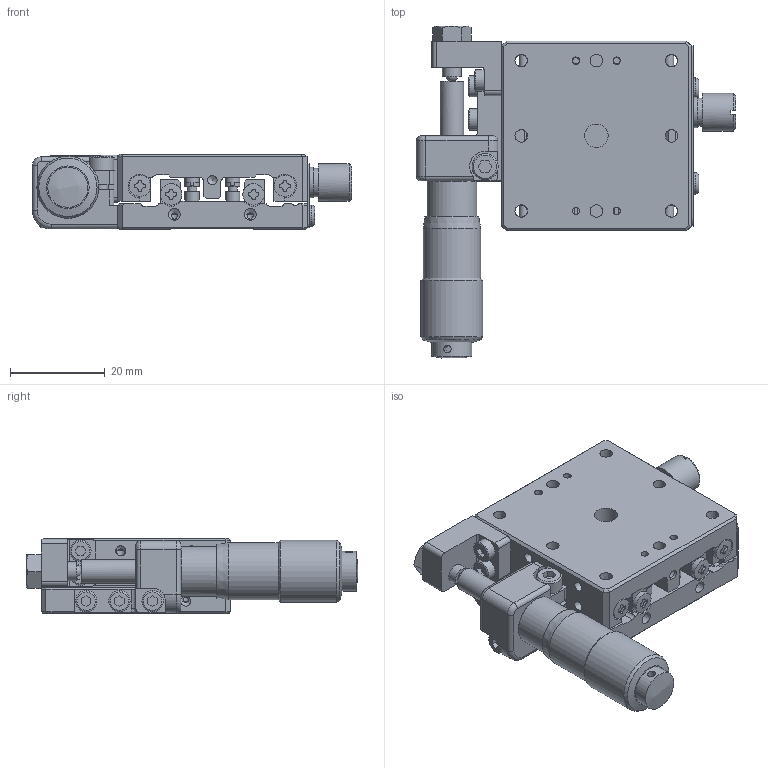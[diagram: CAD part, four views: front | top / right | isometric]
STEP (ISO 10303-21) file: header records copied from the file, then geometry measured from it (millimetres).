
FILE_DESCRIPTION((''),'2;1');
FILE_NAME('TSD-401SUU-C1B.stp','2006-07-26T11:46:41',('okegawa'),(''),'Autodesk Inventor 11','Autodesk Inventor 11','');
FILE_SCHEMA(('AUTOMOTIVE_DESIGN { 1 0 10303 214 1 1 1 1 }'));
Length unit declared in the file: millimetre
Products named in the file (3): TSD-401SUU-C1B-S09; TSD-401SUU-C1B-S07; TSD-401SUU-C1B-S08
Assembly tree (2 placements, depth 2):
  TSD-401SUU-C1B-S09
    TSD-401SUU-C1B-S07
    TSD-401SUU-C1B-S08
Bounding box: 67.4 x 70.07 x 16 mm (x, y, z)
Volume: 27988.6 mm3; surface area: 20489.3 mm2
Topology: 2 solids, 27 shells, 776 faces, 1933 edges, 1266 vertices
Faces by surface type: plane 377, cylinder 170, bspline 165, cone 47, sphere 12, torus 5
Full cylindrical faces by diameter (mm): 1.567 x2, 1.6 x1, 1.8 x6, 2 x15, 2.4 x2, 2.6 x7, 3 x10, 3.1 x1, 3.242 x1, 4 x2, 4.3 x1, 4.5 x15, 4.6 x1, 5 x2, 5.5 x1, 6 x1, 6.5 x1, 7.3 x2, 7.5 x1, 8 x1, 8.5 x2, 9 x1, 9.9 x1, 10.5 x1, 10.7 x1, 12.1 x1, 13.1 x1
Entity records: 24449 total; most frequent: CARTESIAN_POINT 8081, DIRECTION 3253, ORIENTED_EDGE 3074, EDGE_CURVE 1537, AXIS2_PLACEMENT_3D 1241, EDGE_LOOP 1166, VERTEX_POINT 1112, FACE_OUTER_BOUND 776
